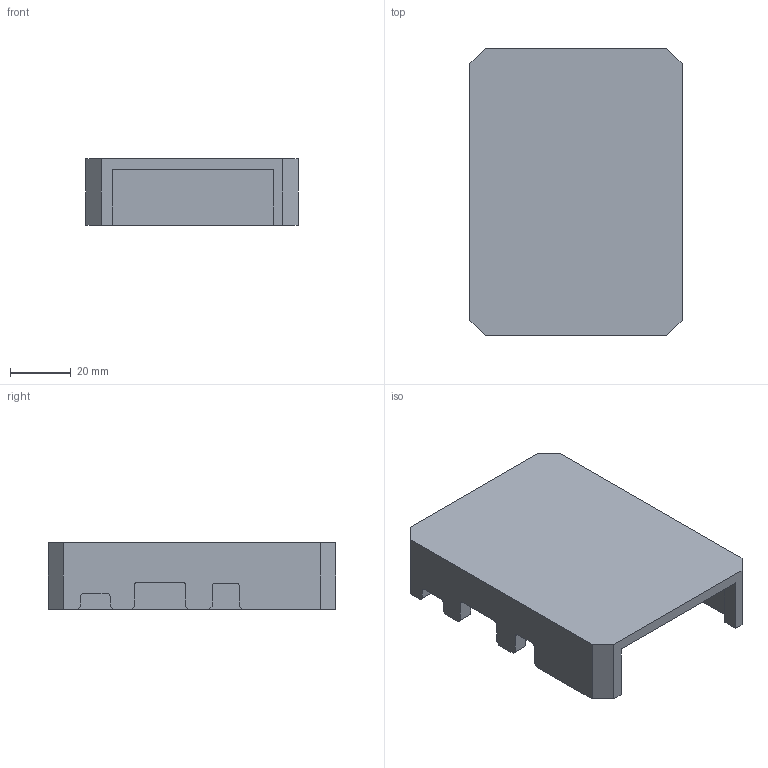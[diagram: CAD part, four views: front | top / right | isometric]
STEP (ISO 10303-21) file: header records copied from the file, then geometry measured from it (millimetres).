
FILE_DESCRIPTION(('CATIA V5 STEP Exchange'),'2;1');
FILE_NAME('ROSIE-001-03-02.stp','2024-03-08T15:36:47+00:00',('none'),('none'),'CATIA Version 5 Release 21 GA (IN-10)','CATIA V5 STEP AP214','none');
FILE_SCHEMA(('AUTOMOTIVE_DESIGN { 1 0 10303 214 1 1 1 1 }'));
Length unit declared in the file: millimetre
Products named in the file (1): ROSIE-001-03-02
Bounding box: 70 x 95 x 21.95 mm (x, y, z)
Volume: 44722.2 mm3; surface area: 23378.9 mm2
Topology: 1 solids, 1 shells, 42 faces, 122 edges, 82 vertices
Faces by surface type: plane 36, cylinder 6
Entity records: 1358 total; most frequent: CARTESIAN_POINT 249, ORIENTED_EDGE 244, DIRECTION 192, EDGE_CURVE 122, VECTOR 104, LINE 104, VERTEX_POINT 82, AXIS2_PLACEMENT_3D 51
